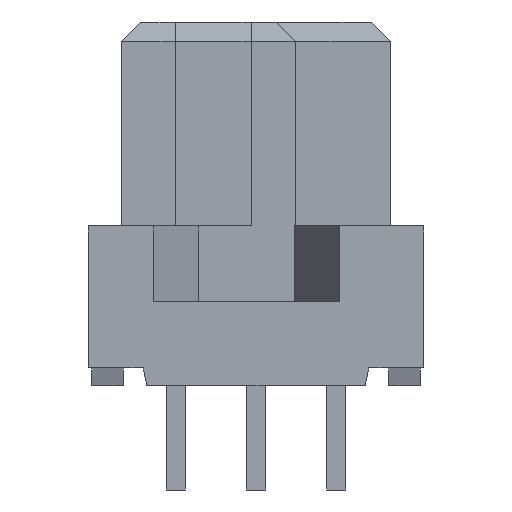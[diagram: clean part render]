
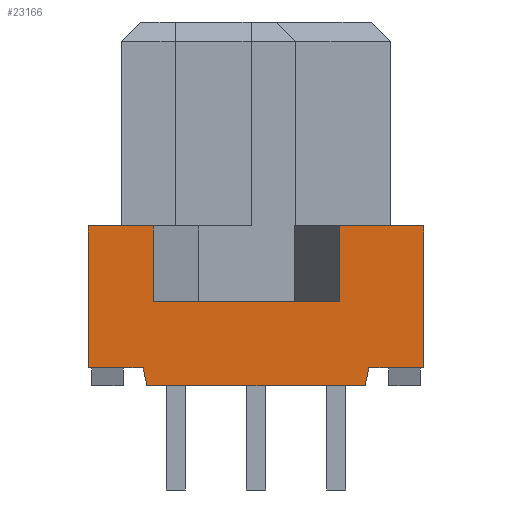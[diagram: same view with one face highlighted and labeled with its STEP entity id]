
A CAD part, left-side view. The second image highlights one B-rep face of the part: STEP entity #23166.
In plain terms, the highlighted planar face has unit normal (-1, 0, 0).
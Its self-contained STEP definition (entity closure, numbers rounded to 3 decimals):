
#1850=DIRECTION('',(0.,1.,0.));
#1851=VECTOR('',#1850,2.05);
#1852=CARTESIAN_POINT('',(-46.928,3.25,-6.45));
#1853=LINE('',#1852,#1851);
#1926=DIRECTION('',(0.,1.,0.));
#1927=VECTOR('',#1926,2.65);
#1928=CARTESIAN_POINT('',(-46.928,-5.3,-6.45));
#1929=LINE('',#1928,#1927);
#1942=DIRECTION('',(0.,0.,-1.));
#1943=VECTOR('',#1942,4.49);
#1944=CARTESIAN_POINT('',(-46.928,5.3,-6.45));
#1945=LINE('',#1944,#1943);
#1950=DIRECTION('',(0.,0.,-1.));
#1951=VECTOR('',#1950,4.49);
#1952=CARTESIAN_POINT('',(-46.928,-5.3,-6.45));
#1953=LINE('',#1952,#1951);
#1954=DIRECTION('',(0.,0.208,-0.978));
#1955=VECTOR('',#1954,0.573);
#1956=CARTESIAN_POINT('',(-46.928,-3.569,-10.94));
#1957=LINE('',#1956,#1955);
#1958=DIRECTION('',(0.,1.,0.));
#1959=VECTOR('',#1958,6.9);
#1960=CARTESIAN_POINT('',(-46.928,-3.45,-11.5));
#1961=LINE('',#1960,#1959);
#1962=DIRECTION('',(0.,0.208,0.978));
#1963=VECTOR('',#1962,0.573);
#1964=CARTESIAN_POINT('',(-46.928,3.45,-11.5));
#1965=LINE('',#1964,#1963);
#1966=DIRECTION('',(0.,0.,-1.));
#1967=VECTOR('',#1966,2.4);
#1968=CARTESIAN_POINT('',(-46.928,3.25,-6.45));
#1969=LINE('',#1968,#1967);
#1970=DIRECTION('',(0.,1.,0.));
#1971=VECTOR('',#1970,5.9);
#1972=CARTESIAN_POINT('',(-46.928,-2.65,-8.85));
#1973=LINE('',#1972,#1971);
#1974=DIRECTION('',(0.,0.,-1.));
#1975=VECTOR('',#1974,2.4);
#1976=CARTESIAN_POINT('',(-46.928,-2.65,-6.45));
#1977=LINE('',#1976,#1975);
#1998=DIRECTION('',(0.,1.,0.));
#1999=VECTOR('',#1998,1.731);
#2000=CARTESIAN_POINT('',(-46.928,3.569,-10.94));
#2001=LINE('',#2000,#1999);
#2014=DIRECTION('',(0.,1.,0.));
#2015=VECTOR('',#2014,1.731);
#2016=CARTESIAN_POINT('',(-46.928,-5.3,-10.94));
#2017=LINE('',#2016,#2015);
#16202=CARTESIAN_POINT('',(-46.928,-5.3,-6.45));
#16203=CARTESIAN_POINT('',(-46.928,-5.3,-10.94));
#16204=VERTEX_POINT('',#16202);
#16205=VERTEX_POINT('',#16203);
#16206=CARTESIAN_POINT('',(-46.928,5.3,-6.45));
#16207=CARTESIAN_POINT('',(-46.928,5.3,-10.94));
#16208=VERTEX_POINT('',#16206);
#16209=VERTEX_POINT('',#16207);
#16310=CARTESIAN_POINT('',(-46.928,-2.65,-6.45));
#16311=VERTEX_POINT('',#16310);
#16312=CARTESIAN_POINT('',(-46.928,3.25,-6.45));
#16313=VERTEX_POINT('',#16312);
#16778=CARTESIAN_POINT('',(-46.928,-2.65,-8.85));
#16779=CARTESIAN_POINT('',(-46.928,3.25,-8.85));
#16780=VERTEX_POINT('',#16778);
#16781=VERTEX_POINT('',#16779);
#16818=CARTESIAN_POINT('',(-46.928,-3.45,-11.5));
#16819=CARTESIAN_POINT('',(-46.928,3.45,-11.5));
#16820=VERTEX_POINT('',#16818);
#16821=VERTEX_POINT('',#16819);
#16822=CARTESIAN_POINT('',(-46.928,-3.569,-10.94));
#16823=VERTEX_POINT('',#16822);
#16824=CARTESIAN_POINT('',(-46.928,3.569,-10.94));
#16825=VERTEX_POINT('',#16824);
#23138=CARTESIAN_POINT('',(-46.928,-5.3,-6.45));
#23139=DIRECTION('',(-1.,0.,0.));
#23140=DIRECTION('',(0.,1.,0.));
#23141=AXIS2_PLACEMENT_3D('',#23138,#23139,#23140);
#23142=PLANE('',#23141);
#23143=ORIENTED_EDGE('',*,*,#23077,.F.);
#23145=ORIENTED_EDGE('',*,*,#23144,.T.);
#23147=ORIENTED_EDGE('',*,*,#23146,.T.);
#23149=ORIENTED_EDGE('',*,*,#23148,.T.);
#23151=ORIENTED_EDGE('',*,*,#23150,.T.);
#23153=ORIENTED_EDGE('',*,*,#23152,.T.);
#23155=ORIENTED_EDGE('',*,*,#23154,.T.);
#23156=ORIENTED_EDGE('',*,*,#23116,.F.);
#23157=ORIENTED_EDGE('',*,*,#23005,.F.);
#23159=ORIENTED_EDGE('',*,*,#23158,.T.);
#23161=ORIENTED_EDGE('',*,*,#23160,.F.);
#23163=ORIENTED_EDGE('',*,*,#23162,.F.);
#23164=EDGE_LOOP('',(#23143,#23145,#23147,#23149,#23151,#23153,#23155,#23156,
#23157,#23159,#23161,#23163));
#23165=FACE_OUTER_BOUND('',#23164,.F.);
#23005=EDGE_CURVE('',#16313,#16208,#1853,.T.);
#23077=EDGE_CURVE('',#16204,#16311,#1929,.T.);
#23116=EDGE_CURVE('',#16208,#16209,#1945,.T.);
#23144=EDGE_CURVE('',#16204,#16205,#1953,.T.);
#23146=EDGE_CURVE('',#16205,#16823,#2017,.T.);
#23148=EDGE_CURVE('',#16823,#16820,#1957,.T.);
#23150=EDGE_CURVE('',#16820,#16821,#1961,.T.);
#23152=EDGE_CURVE('',#16821,#16825,#1965,.T.);
#23154=EDGE_CURVE('',#16825,#16209,#2001,.T.);
#23158=EDGE_CURVE('',#16313,#16781,#1969,.T.);
#23160=EDGE_CURVE('',#16780,#16781,#1973,.T.);
#23162=EDGE_CURVE('',#16311,#16780,#1977,.T.);
#23166=ADVANCED_FACE('',(#23165),#23142,.T.);
